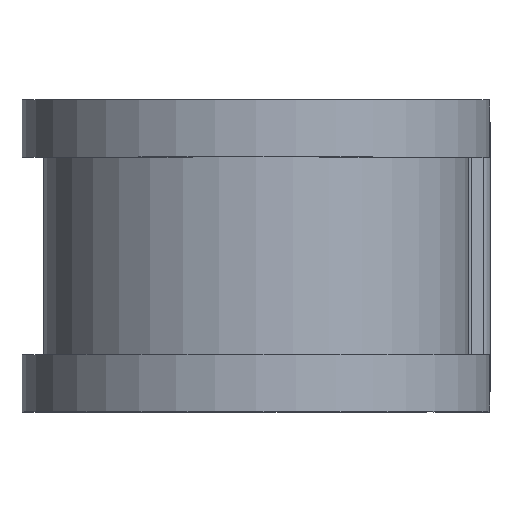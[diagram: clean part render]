
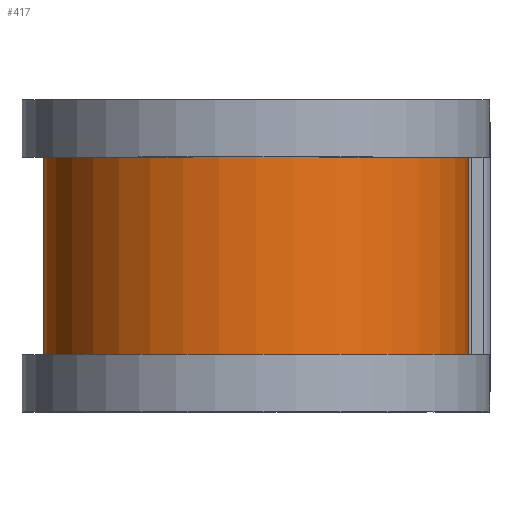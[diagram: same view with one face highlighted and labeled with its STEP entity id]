
A CAD part, top view. The second image highlights one B-rep face of the part: STEP entity #417.
In plain terms, the highlighted cylindrical face has radius 15.037 mm (diameter 30.074 mm), a partial arc.
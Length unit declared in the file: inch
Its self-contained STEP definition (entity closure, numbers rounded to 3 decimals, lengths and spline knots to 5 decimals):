
#31 = AXIS2_PLACEMENT_3D ( 'NONE', #464, #145, #1087 ) ;
#42 = CARTESIAN_POINT ( 'NONE',  ( 0.592, 0.275, 0. ) ) ;
#76 = ORIENTED_EDGE ( 'NONE', *, *, #1518, .T. ) ;
#97 = DIRECTION ( 'NONE',  ( 0., -1., 0. ) ) ;
#145 = DIRECTION ( 'NONE',  ( 0., -1., 0. ) ) ;
#194 = CARTESIAN_POINT ( 'NONE',  ( 0.592, 0.375, 0. ) ) ;
#215 = CARTESIAN_POINT ( 'NONE',  ( 0., 0.275, -0.592 ) ) ;
#217 = CARTESIAN_POINT ( 'NONE',  ( 0., -0.275, -0.592 ) ) ;
#243 = VERTEX_POINT ( 'NONE', #217 ) ;
#248 = DIRECTION ( 'NONE',  ( 0., -1., 0. ) ) ;
#255 = CYLINDRICAL_SURFACE ( 'NONE', #361, 0.592 ) ;
#306 = CARTESIAN_POINT ( 'NONE',  ( 0., 0.375, -0.592 ) ) ;
#361 = AXIS2_PLACEMENT_3D ( 'NONE', #1285, #97, #1526 ) ;
#387 = AXIS2_PLACEMENT_3D ( 'NONE', #1049, #248, #1168 ) ;
#417 = ADVANCED_FACE ( 'NONE', ( #437 ), #255, .T. ) ;
#437 = FACE_OUTER_BOUND ( 'NONE', #764, .T. ) ;
#445 = DIRECTION ( 'NONE',  ( 0., -1., 0. ) ) ;
#464 = CARTESIAN_POINT ( 'NONE',  ( 0., -0.275, 0. ) ) ;
#671 = ORIENTED_EDGE ( 'NONE', *, *, #1406, .T. ) ;
#748 = EDGE_CURVE ( 'NONE', #1200, #1661, #1710, .T. ) ;
#760 = CARTESIAN_POINT ( 'NONE',  ( 0.592, -0.275, 0. ) ) ;
#764 = EDGE_LOOP ( 'NONE', ( #987, #671, #76, #1625 ) ) ;
#987 = ORIENTED_EDGE ( 'NONE', *, *, #748, .F. ) ;
#1049 = CARTESIAN_POINT ( 'NONE',  ( 0., 0.275, 0. ) ) ;
#1087 = DIRECTION ( 'NONE',  ( 0., 0., -1. ) ) ;
#1159 = DIRECTION ( 'NONE',  ( 0., -1., 0. ) ) ;
#1168 = DIRECTION ( 'NONE',  ( 0., 0., -1. ) ) ;
#1200 = VERTEX_POINT ( 'NONE', #42 ) ;
#1207 = VECTOR ( 'NONE', #445, 39.37008 ) ;
#1240 = LINE ( 'NONE', #306, #1207 ) ;
#1285 = CARTESIAN_POINT ( 'NONE',  ( 0., 0.375, 0. ) ) ;
#1292 = VECTOR ( 'NONE', #1159, 39.37008 ) ;
#1301 = CIRCLE ( 'NONE', #31, 0.592 ) ;
#1406 = EDGE_CURVE ( 'NONE', #1200, #1695, #1533, .T. ) ;
#1503 = EDGE_CURVE ( 'NONE', #1661, #243, #1301, .T. ) ;
#1518 = EDGE_CURVE ( 'NONE', #1695, #243, #1240, .T. ) ;
#1526 = DIRECTION ( 'NONE',  ( 0., 0., -1. ) ) ;
#1533 = CIRCLE ( 'NONE', #387, 0.592 ) ;
#1625 = ORIENTED_EDGE ( 'NONE', *, *, #1503, .F. ) ;
#1661 = VERTEX_POINT ( 'NONE', #760 ) ;
#1695 = VERTEX_POINT ( 'NONE', #215 ) ;
#1710 = LINE ( 'NONE', #194, #1292 ) ;
